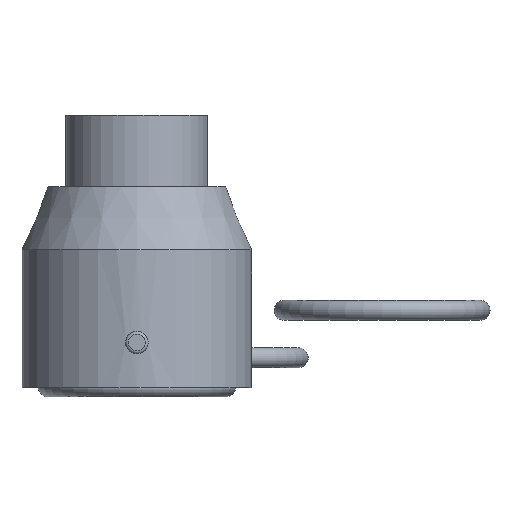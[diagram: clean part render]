
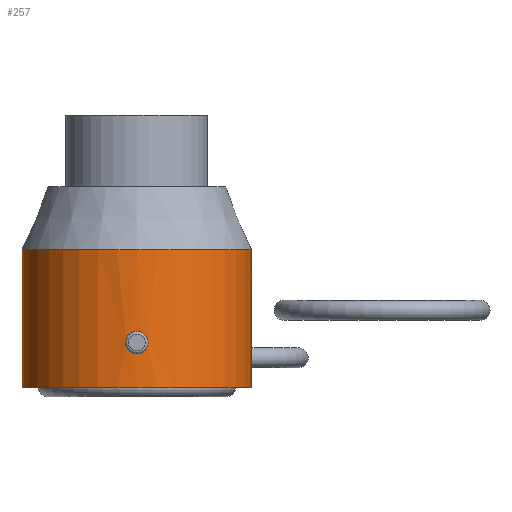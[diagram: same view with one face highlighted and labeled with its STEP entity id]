
A CAD part, left-side view. The second image highlights one B-rep face of the part: STEP entity #257.
In plain terms, the highlighted cylindrical face has radius 10.2 mm (diameter 20.4 mm), a full revolution.
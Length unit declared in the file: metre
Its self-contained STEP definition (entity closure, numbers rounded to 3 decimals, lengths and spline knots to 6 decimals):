
#10=B_SPLINE_CURVE_WITH_KNOTS('',3,(#488,#489,#490,#491,#492,#493,#494,
#495,#496,#497,#498),.UNSPECIFIED.,.T.,.F.,(1,1,1,1,1,1,1,1,1,1,1,1,1,1,
1),(-0.002346,-0.001564,-0.000782,0.,
0.000782,0.001564,0.002346,0.003128,
0.00391,0.004692,0.005474,0.006256,
0.007038,0.00782,0.008602),
 .UNSPECIFIED.);
#11=B_SPLINE_CURVE_WITH_KNOTS('',3,(#502,#503,#504,#505,#506,#507,#508,
#509,#510,#511,#512),.UNSPECIFIED.,.T.,.F.,(1,1,1,1,1,1,1,1,1,1,1,1,1,1,
1),(-0.002346,-0.001564,-0.000782,0.,
0.000782,0.001564,0.002346,0.003128,
0.00391,0.004692,0.005474,0.006256,
0.007038,0.00782,0.008602),
 .UNSPECIFIED.);
#36=ORIENTED_EDGE('',*,*,#70,.T.);
#37=ORIENTED_EDGE('',*,*,#71,.T.);
#38=ORIENTED_EDGE('',*,*,#66,.F.);
#39=ORIENTED_EDGE('',*,*,#72,.F.);
#66=EDGE_CURVE('',#180,#180,#86,.F.);
#70=EDGE_CURVE('',#184,#184,#10,.T.);
#71=EDGE_CURVE('',#185,#185,#90,.T.);
#72=EDGE_CURVE('',#186,#186,#11,.T.);
#86=CIRCLE('',#332,0.0102);
#90=CIRCLE('',#340,0.0102);
#114=EDGE_LOOP('',(#36));
#115=EDGE_LOOP('',(#37));
#116=EDGE_LOOP('',(#38));
#117=EDGE_LOOP('',(#39));
#142=CYLINDRICAL_SURFACE('',#339,0.0102);
#180=VERTEX_POINT('',#477);
#184=VERTEX_POINT('',#499);
#185=VERTEX_POINT('',#501);
#186=VERTEX_POINT('',#513);
#216=FACE_BOUND('',#114,.T.);
#217=FACE_BOUND('',#115,.T.);
#218=FACE_BOUND('',#116,.T.);
#219=FACE_BOUND('',#117,.T.);
#257=ADVANCED_FACE('',(#216,#217,#218,#219),#142,.T.);
#332=AXIS2_PLACEMENT_3D('',#476,#391,#392);
#339=AXIS2_PLACEMENT_3D('',#487,#405,#406);
#340=AXIS2_PLACEMENT_3D('',#500,#407,#408);
#391=DIRECTION('',(0.,0.,-1.));
#392=DIRECTION('',(-1.,0.,0.));
#405=DIRECTION('',(0.,0.,1.));
#406=DIRECTION('',(1.,0.,0.));
#407=DIRECTION('',(0.,0.,1.));
#408=DIRECTION('',(1.,0.,0.));
#476=CARTESIAN_POINT('',(0.,0.,0.000728));
#477=CARTESIAN_POINT('',(-0.0102,0.,0.000728));
#487=CARTESIAN_POINT('',(0.,0.,-0.0115));
#488=CARTESIAN_POINT('',(0.010168,-0.000863,-0.006805));
#489=CARTESIAN_POINT('',(0.010211,-0.000118,-0.006398));
#490=CARTESIAN_POINT('',(0.010183,0.000696,-0.006638));
#491=CARTESIAN_POINT('',(0.010139,0.001102,-0.007381));
#492=CARTESIAN_POINT('',(0.010168,0.000863,-0.008196));
#493=CARTESIAN_POINT('',(0.010211,0.000118,-0.008602));
#494=CARTESIAN_POINT('',(0.010183,-0.000695,-0.008363));
#495=CARTESIAN_POINT('',(0.010139,-0.001102,-0.007619));
#496=CARTESIAN_POINT('',(0.010168,-0.000863,-0.006805));
#497=CARTESIAN_POINT('',(0.010211,-0.000118,-0.006398));
#498=CARTESIAN_POINT('',(0.010183,0.000696,-0.006638));
#499=CARTESIAN_POINT('',(0.010199,-0.000106,-0.006506));
#500=CARTESIAN_POINT('',(0.,0.,-0.0115));
#501=CARTESIAN_POINT('',(0.0102,0.,-0.0115));
#502=CARTESIAN_POINT('',(-0.010168,-0.000863,-0.006805));
#503=CARTESIAN_POINT('',(-0.010211,-0.000118,-0.006398));
#504=CARTESIAN_POINT('',(-0.010183,0.000696,-0.006638));
#505=CARTESIAN_POINT('',(-0.010139,0.001102,-0.007381));
#506=CARTESIAN_POINT('',(-0.010168,0.000863,-0.008196));
#507=CARTESIAN_POINT('',(-0.010211,0.000118,-0.008602));
#508=CARTESIAN_POINT('',(-0.010183,-0.000695,-0.008363));
#509=CARTESIAN_POINT('',(-0.010139,-0.001102,-0.007619));
#510=CARTESIAN_POINT('',(-0.010168,-0.000863,-0.006805));
#511=CARTESIAN_POINT('',(-0.010211,-0.000118,-0.006398));
#512=CARTESIAN_POINT('',(-0.010183,0.000696,-0.006638));
#513=CARTESIAN_POINT('',(-0.010199,-0.000106,-0.006506));
